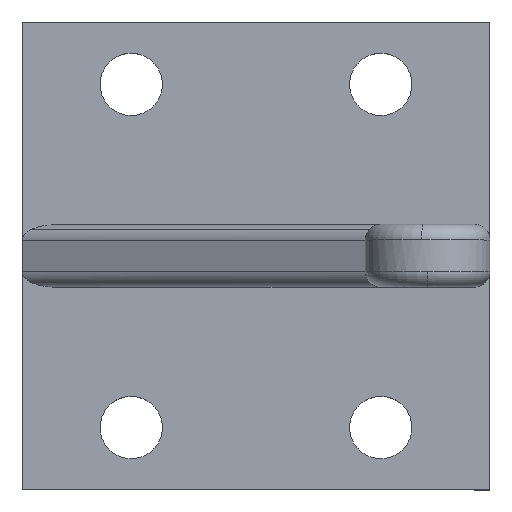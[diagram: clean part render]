
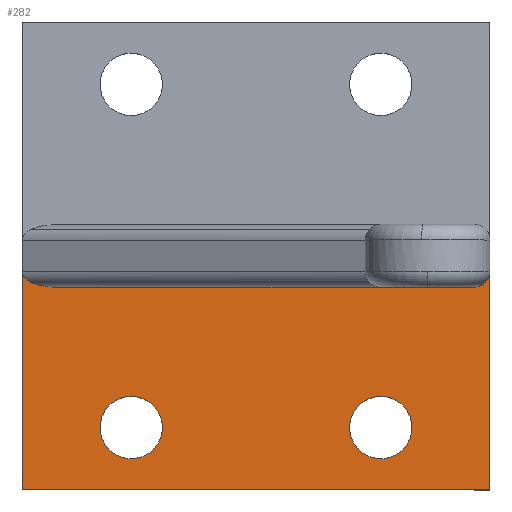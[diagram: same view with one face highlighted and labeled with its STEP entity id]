
A CAD part, top view. The second image highlights one B-rep face of the part: STEP entity #282.
In plain terms, the highlighted planar face has unit normal (0, 0, 1).
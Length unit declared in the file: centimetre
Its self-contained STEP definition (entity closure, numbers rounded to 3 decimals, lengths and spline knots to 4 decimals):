
#14 = VERTEX_POINT ( 'NONE', #63 ) ;
#22 = CARTESIAN_POINT ( 'NONE',  ( -30.153, -0.5, 400.4356 ) ) ;
#27 = LINE ( 'NONE', #309, #870 ) ;
#32 = VERTEX_POINT ( 'NONE', #624 ) ;
#33 = CARTESIAN_POINT ( 'NONE',  ( -33.653, -5.5, 400.4356 ) ) ;
#56 = EDGE_CURVE ( 'NONE', #485, #508, #511, .T. ) ;
#63 = CARTESIAN_POINT ( 'NONE',  ( -32.653, -5.5, 400.4356 ) ) ;
#82 = CARTESIAN_POINT ( 'NONE',  ( -33.2186, -1., 400.4356 ) ) ;
#91 = CIRCLE ( 'NONE', #1077, 1. ) ;
#129 = ORIENTED_EDGE ( 'NONE', *, *, #761, .F. ) ;
#132 = CARTESIAN_POINT ( 'NONE',  ( -44.1088, -1., 400.4356 ) ) ;
#134 =( BOUNDED_CURVE ( )  B_SPLINE_CURVE ( 3, ( #766, #760, #495, #1027 ),
 .UNSPECIFIED., .F., .T. ) 
 B_SPLINE_CURVE_WITH_KNOTS ( ( 4, 4 ),
 ( 0., 0.7854 ),
 .UNSPECIFIED. ) 
 CURVE ( )  GEOMETRIC_REPRESENTATION_ITEM ( )  RATIONAL_B_SPLINE_CURVE ( ( 1., 0.949, 0.949, 1. ) ) 
 REPRESENTATION_ITEM ( '' )  );
#174 = VECTOR ( 'NONE', #812, 100. ) ;
#177 = EDGE_LOOP ( 'NONE', ( #804, #863, #901, #273, #378, #955, #429, #129 ) ) ;
#189 = CIRCLE ( 'NONE', #349, 0.5 ) ;
#200 = CARTESIAN_POINT ( 'NONE',  ( -30.653, -0.5, 400.4356 ) ) ;
#212 = EDGE_LOOP ( 'NONE', ( #318, #808 ) ) ;
#215 = DIRECTION ( 'NONE',  ( 1., 0., 0. ) ) ;
#273 = ORIENTED_EDGE ( 'NONE', *, *, #56, .F. ) ;
#282 = ADVANCED_FACE ( 'NONE', ( #676, #406, #589 ), #952, .T. ) ;
#295 = DIRECTION ( 'NONE',  ( 0., 0., 1. ) ) ;
#296 = EDGE_CURVE ( 'NONE', #485, #32, #683, .T. ) ;
#303 = AXIS2_PLACEMENT_3D ( 'NONE', #33, #403, #414 ) ;
#309 = CARTESIAN_POINT ( 'NONE',  ( -30.153, 0., 400.4356 ) ) ;
#310 = DIRECTION ( 'NONE',  ( 1., 0., 0. ) ) ;
#316 = VERTEX_POINT ( 'NONE', #22 ) ;
#318 = ORIENTED_EDGE ( 'NONE', *, *, #507, .T. ) ;
#349 = AXIS2_PLACEMENT_3D ( 'NONE', #600, #789, #700 ) ;
#351 = CARTESIAN_POINT ( 'NONE',  ( -41.653, -5.5, 400.4356 ) ) ;
#367 = VECTOR ( 'NONE', #215, 100. ) ;
#378 = ORIENTED_EDGE ( 'NONE', *, *, #296, .T. ) ;
#396 = CARTESIAN_POINT ( 'NONE',  ( -34.653, -5.5, 400.4356 ) ) ;
#399 = DIRECTION ( 'NONE',  ( 0., -1., 0. ) ) ;
#403 = DIRECTION ( 'NONE',  ( 0., 0., -1. ) ) ;
#406 = FACE_BOUND ( 'NONE', #1083, .T. ) ;
#412 = CARTESIAN_POINT ( 'NONE',  ( -44.1088, -1., 400.4356 ) ) ;
#414 = DIRECTION ( 'NONE',  ( -1., 0., 0. ) ) ;
#429 = ORIENTED_EDGE ( 'NONE', *, *, #1178, .F. ) ;
#442 = DIRECTION ( 'NONE',  ( -1., 0., 0. ) ) ;
#459 = CIRCLE ( 'NONE', #477, 1. ) ;
#469 = DIRECTION ( 'NONE',  ( 0.707, -0.707, 0. ) ) ;
#477 = AXIS2_PLACEMENT_3D ( 'NONE', #351, #722, #442 ) ;
#485 = VERTEX_POINT ( 'NONE', #504 ) ;
#490 = CARTESIAN_POINT ( 'NONE',  ( -45.153, -7.5, 400.4356 ) ) ;
#495 = CARTESIAN_POINT ( 'NONE',  ( -45.0456, -0.7585, 400.4356 ) ) ;
#499 = EDGE_CURVE ( 'NONE', #1040, #869, #682, .T. ) ;
#504 = CARTESIAN_POINT ( 'NONE',  ( -45.153, -7.5, 400.4356 ) ) ;
#507 = EDGE_CURVE ( 'NONE', #1181, #14, #91, .T. ) ;
#508 = VERTEX_POINT ( 'NONE', #697 ) ;
#511 = LINE ( 'NONE', #537, #735 ) ;
#517 = CARTESIAN_POINT ( 'NONE',  ( -33.653, -5.5, 400.4356 ) ) ;
#527 = ORIENTED_EDGE ( 'NONE', *, *, #1061, .T. ) ;
#537 = CARTESIAN_POINT ( 'NONE',  ( -45.153, 0., 400.4356 ) ) ;
#585 = CARTESIAN_POINT ( 'NONE',  ( -40.653, -5.5, 400.4356 ) ) ;
#589 = FACE_OUTER_BOUND ( 'NONE', #177, .T. ) ;
#591 = CARTESIAN_POINT ( 'NONE',  ( -41.653, -5.5, 400.4356 ) ) ;
#600 = CARTESIAN_POINT ( 'NONE',  ( -30.653, -0.5, 400.4356 ) ) ;
#603 = CARTESIAN_POINT ( 'NONE',  ( -44.3895, -1., 400.4356 ) ) ;
#609 = CARTESIAN_POINT ( 'NONE',  ( -44.8472, -0.8536, 400.4356 ) ) ;
#623 = CARTESIAN_POINT ( 'NONE',  ( -44.6487, -0.9486, 400.4356 ) ) ;
#624 = CARTESIAN_POINT ( 'NONE',  ( -30.153, -7.5, 400.4356 ) ) ;
#640 = CIRCLE ( 'NONE', #1154, 1. ) ;
#676 = FACE_BOUND ( 'NONE', #212, .T. ) ;
#682 =( BOUNDED_CURVE ( )  B_SPLINE_CURVE ( 3, ( #609, #623, #603, #412 ),
 .UNSPECIFIED., .F., .T. ) 
 B_SPLINE_CURVE_WITH_KNOTS ( ( 4, 4 ),
 ( 0.7854, 1.5708 ),
 .UNSPECIFIED. ) 
 CURVE ( )  GEOMETRIC_REPRESENTATION_ITEM ( )  RATIONAL_B_SPLINE_CURVE ( ( 1., 0.949, 0.949, 1. ) ) 
 REPRESENTATION_ITEM ( '' )  );
#683 = LINE ( 'NONE', #490, #367 ) ;
#697 = CARTESIAN_POINT ( 'NONE',  ( -45.153, -0.5, 400.4356 ) ) ;
#700 = DIRECTION ( 'NONE',  ( 0.707, -0.707, 0. ) ) ;
#704 = EDGE_CURVE ( 'NONE', #508, #1040, #134, .T. ) ;
#718 = DIRECTION ( 'NONE',  ( 0., 1., 0. ) ) ;
#722 = DIRECTION ( 'NONE',  ( 0., 0., -1. ) ) ;
#727 = CARTESIAN_POINT ( 'NONE',  ( -42.653, -5.5, 400.4356 ) ) ;
#728 = EDGE_CURVE ( 'NONE', #316, #32, #27, .T. ) ;
#735 = VECTOR ( 'NONE', #718, 100. ) ;
#760 = CARTESIAN_POINT ( 'NONE',  ( -45.153, -0.6344, 400.4356 ) ) ;
#761 = EDGE_CURVE ( 'NONE', #1102, #1124, #1189, .T. ) ;
#766 = CARTESIAN_POINT ( 'NONE',  ( -45.153, -0.5, 400.4356 ) ) ;
#770 = CARTESIAN_POINT ( 'NONE',  ( -30.2995, -0.8536, 400.4356 ) ) ;
#789 = DIRECTION ( 'NONE',  ( 0., 0., 1. ) ) ;
#804 = ORIENTED_EDGE ( 'NONE', *, *, #1036, .T. ) ;
#808 = ORIENTED_EDGE ( 'NONE', *, *, #1146, .T. ) ;
#812 = DIRECTION ( 'NONE',  ( -1., 0., 0. ) ) ;
#841 = ORIENTED_EDGE ( 'NONE', *, *, #1103, .T. ) ;
#862 = DIRECTION ( 'NONE',  ( -1., 0., 0. ) ) ;
#863 = ORIENTED_EDGE ( 'NONE', *, *, #499, .F. ) ;
#867 = DIRECTION ( 'NONE',  ( 0., 0., -1. ) ) ;
#869 = VERTEX_POINT ( 'NONE', #132 ) ;
#870 = VECTOR ( 'NONE', #399, 100. ) ;
#891 = AXIS2_PLACEMENT_3D ( 'NONE', #200, #1022, #469 ) ;
#892 = DIRECTION ( 'NONE',  ( -1., 0., 0. ) ) ;
#901 = ORIENTED_EDGE ( 'NONE', *, *, #704, .F. ) ;
#911 = CIRCLE ( 'NONE', #303, 1. ) ;
#952 = PLANE ( 'NONE',  #1151 ) ;
#955 = ORIENTED_EDGE ( 'NONE', *, *, #728, .F. ) ;
#961 = VERTEX_POINT ( 'NONE', #727 ) ;
#1022 = DIRECTION ( 'NONE',  ( 0., 0., 1. ) ) ;
#1027 = CARTESIAN_POINT ( 'NONE',  ( -44.8472, -0.8536, 400.4356 ) ) ;
#1031 = LINE ( 'NONE', #82, #174 ) ;
#1036 = EDGE_CURVE ( 'NONE', #1102, #869, #1031, .T. ) ;
#1039 = CARTESIAN_POINT ( 'NONE',  ( -30.153, 0., 400.4356 ) ) ;
#1040 = VERTEX_POINT ( 'NONE', #1088 ) ;
#1061 = EDGE_CURVE ( 'NONE', #961, #1170, #459, .T. ) ;
#1077 = AXIS2_PLACEMENT_3D ( 'NONE', #517, #1148, #892 ) ;
#1083 = EDGE_LOOP ( 'NONE', ( #527, #841 ) ) ;
#1088 = CARTESIAN_POINT ( 'NONE',  ( -44.8472, -0.8536, 400.4356 ) ) ;
#1102 = VERTEX_POINT ( 'NONE', #1144 ) ;
#1103 = EDGE_CURVE ( 'NONE', #1170, #961, #640, .T. ) ;
#1124 = VERTEX_POINT ( 'NONE', #770 ) ;
#1144 = CARTESIAN_POINT ( 'NONE',  ( -30.653, -1., 400.4356 ) ) ;
#1146 = EDGE_CURVE ( 'NONE', #14, #1181, #911, .T. ) ;
#1148 = DIRECTION ( 'NONE',  ( 0., 0., -1. ) ) ;
#1151 = AXIS2_PLACEMENT_3D ( 'NONE', #1039, #295, #310 ) ;
#1154 = AXIS2_PLACEMENT_3D ( 'NONE', #591, #867, #862 ) ;
#1170 = VERTEX_POINT ( 'NONE', #585 ) ;
#1178 = EDGE_CURVE ( 'NONE', #1124, #316, #189, .T. ) ;
#1181 = VERTEX_POINT ( 'NONE', #396 ) ;
#1189 = CIRCLE ( 'NONE', #891, 0.5 ) ;
